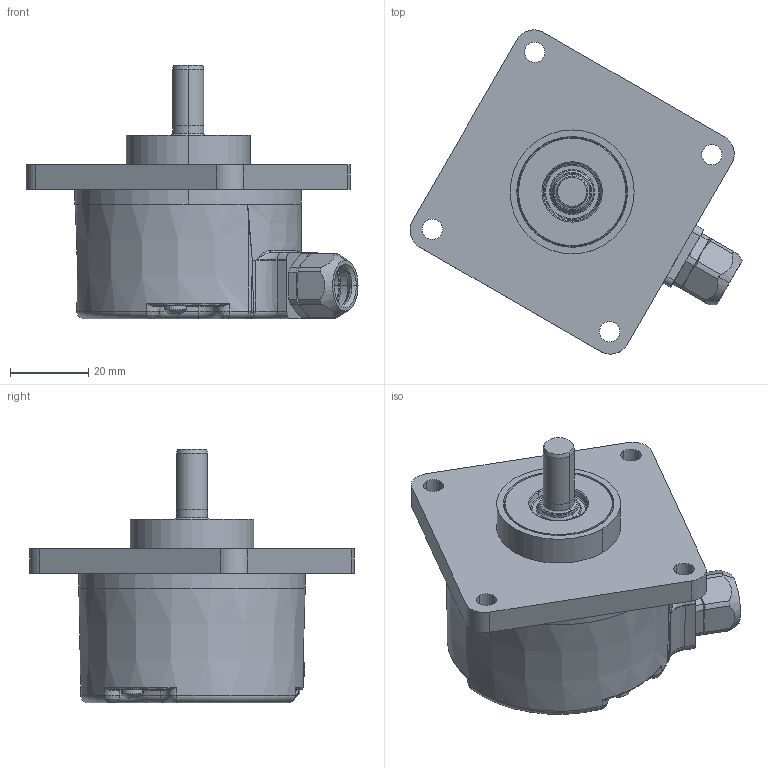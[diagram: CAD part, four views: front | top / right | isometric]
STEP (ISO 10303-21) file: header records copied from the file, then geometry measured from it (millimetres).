
FILE_DESCRIPTION((''),'2;1');
FILE_NAME('533961','2010-11-10T',('se2802'),(''),'PRO/ENGINEER BY PARAMETRIC TECHNOLOGY CORPORATION, 2010180','PRO/ENGINEER BY PARAMETRIC TECHNOLOGY CORPORATION, 2010180','');
FILE_SCHEMA(('CONFIG_CONTROL_DESIGN'));
Products named in the file (1): 533961
Bounding box: 85.06 x 83.08 x 65 mm (x, y, z)
Volume: 72692.8 mm3; surface area: 40322 mm2
Topology: 1 solids, 1 shells, 1285 faces, 3467 edges, 2221 vertices
Faces by surface type: plane 393, extrusion 324, cylinder 224, cone 163, torus 91, bspline 82, sphere 8
Entity records: 49388 total; most frequent: CARTESIAN_POINT 19460, ORIENTED_EDGE 6926, DIRECTION 5010, EDGE_CURVE 3463, VERTEX_POINT 2221, AXIS2_PLACEMENT_3D 1782, B_SPLINE_CURVE_WITH_KNOTS 1762, VECTOR 1446
